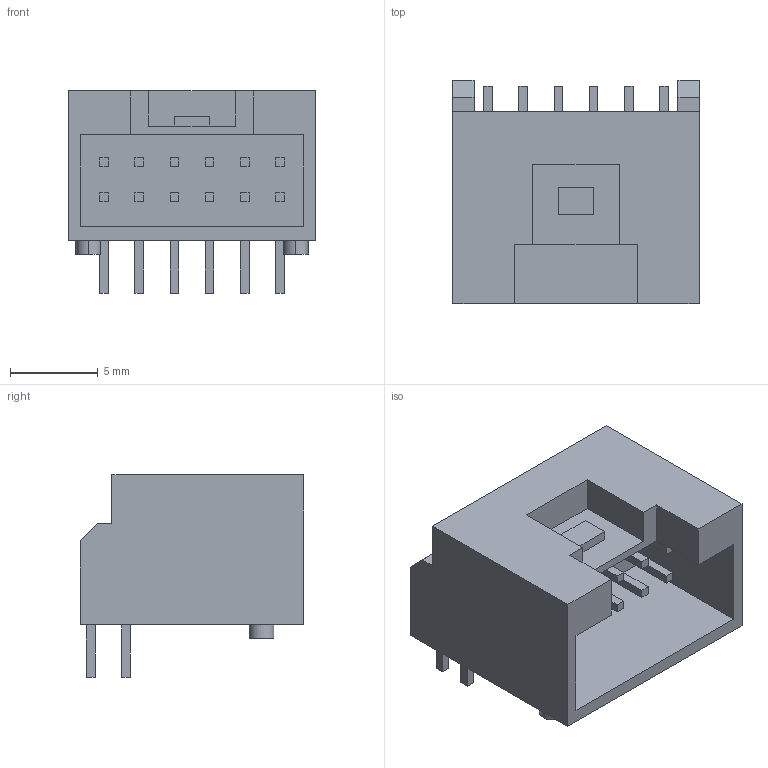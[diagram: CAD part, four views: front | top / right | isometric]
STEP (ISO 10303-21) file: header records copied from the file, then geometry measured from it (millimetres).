
FILE_DESCRIPTION(('FreeCAD Model'),'2;1');
FILE_NAME('JST_PUD_S12B-PUDSS-1_2x06x2.00mm_Angled.STEP','2016-03-20T17:20:14',( 'Author'),(''),'Open CASCADE STEP processor 6.8','FreeCAD','Unknown' );
FILE_SCHEMA(('AUTOMOTIVE_DESIGN_CC2 { 1 2 10303 214 -1 1 5 4 }'));
Length unit declared in the file: millimetre
Products named in the file (1): S12B-PUDSS-1
Bounding box: 14 x 12.7 x 11.5 mm (x, y, z)
Volume: 607.7 mm3; surface area: 1384 mm2
Topology: 1 solids, 1 shells, 185 faces, 468 edges, 312 vertices
Faces by surface type: plane 181, cylinder 4
Entity records: 13206 total; most frequent: CARTESIAN_POINT 2310, DIRECTION 1764, LINE 1372, VECTOR 1372, ORIENTED_EDGE 936, PCURVE 936, DEFINITIONAL_REPRESENTATION 936, EDGE_CURVE 468
